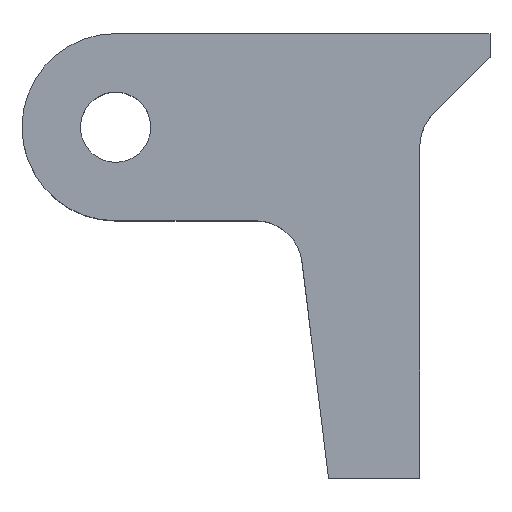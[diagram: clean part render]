
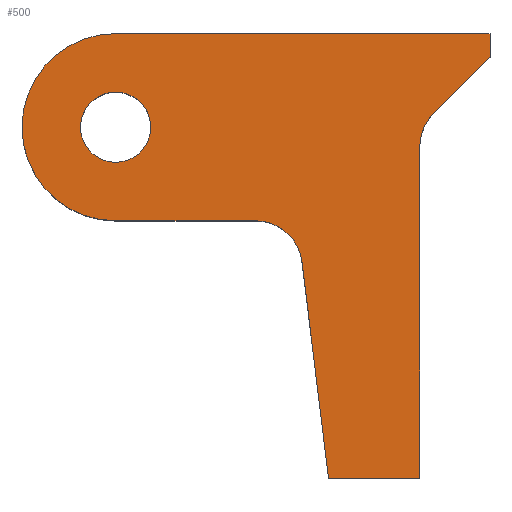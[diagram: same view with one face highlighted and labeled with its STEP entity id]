
A CAD part, top view. The second image highlights one B-rep face of the part: STEP entity #500.
In plain terms, the highlighted planar face has unit normal (0, 0, 1).
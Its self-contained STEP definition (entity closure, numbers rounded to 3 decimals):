
#8 = EDGE_CURVE ( 'NONE', #612, #262, #62, .T. ) ;
#15 = DIRECTION ( 'NONE',  ( 0., 1., 0. ) ) ;
#35 = VERTEX_POINT ( 'NONE', #298 ) ;
#40 = ORIENTED_EDGE ( 'NONE', *, *, #286, .T. ) ;
#44 = ORIENTED_EDGE ( 'NONE', *, *, #563, .T. ) ;
#57 = CARTESIAN_POINT ( 'NONE',  ( 16., 3., 4.95 ) ) ;
#58 = ORIENTED_EDGE ( 'NONE', *, *, #269, .T. ) ;
#60 = LINE ( 'NONE', #446, #93 ) ;
#62 = LINE ( 'NONE', #255, #461 ) ;
#67 = DIRECTION ( 'NONE',  ( 0.122, -0.993, 0. ) ) ;
#70 = VECTOR ( 'NONE', #124, 1000. ) ;
#83 = CARTESIAN_POINT ( 'NONE',  ( 9.1, -15., 4.95 ) ) ;
#88 = CARTESIAN_POINT ( 'NONE',  ( 0., 0., 4.95 ) ) ;
#93 = VECTOR ( 'NONE', #15, 1000. ) ;
#97 = DIRECTION ( 'NONE',  ( 0., 0., -1. ) ) ;
#100 = CARTESIAN_POINT ( 'NONE',  ( 16., 4., 4.95 ) ) ;
#115 = CARTESIAN_POINT ( 'NONE',  ( 0., 0., 4.95 ) ) ;
#122 = EDGE_CURVE ( 'NONE', #462, #527, #181, .T. ) ;
#123 = DIRECTION ( 'NONE',  ( 0., 0., -1. ) ) ;
#124 = DIRECTION ( 'NONE',  ( 0., 1., 0. ) ) ;
#136 = CARTESIAN_POINT ( 'NONE',  ( 16., 3., 4.95 ) ) ;
#154 = CARTESIAN_POINT ( 'NONE',  ( 0., 4., 4.95 ) ) ;
#160 = DIRECTION ( 'NONE',  ( 0., 0., -1. ) ) ;
#163 = EDGE_CURVE ( 'NONE', #324, #366, #216, .T. ) ;
#171 = EDGE_CURVE ( 'NONE', #466, #564, #314, .T. ) ;
#178 = DIRECTION ( 'NONE',  ( -1., 0., 0. ) ) ;
#179 = ORIENTED_EDGE ( 'NONE', *, *, #8, .T. ) ;
#181 = LINE ( 'NONE', #464, #70 ) ;
#182 = AXIS2_PLACEMENT_3D ( 'NONE', #441, #160, #337 ) ;
#183 = CIRCLE ( 'NONE', #287, 1.5 ) ;
#190 = CIRCLE ( 'NONE', #530, 2. ) ;
#198 = AXIS2_PLACEMENT_3D ( 'NONE', #350, #97, #526 ) ;
#201 = CARTESIAN_POINT ( 'NONE',  ( -1.5, 0., 4.95 ) ) ;
#207 = DIRECTION ( 'NONE',  ( 1., 0., 0. ) ) ;
#216 = LINE ( 'NONE', #593, #237 ) ;
#218 = DIRECTION ( 'NONE',  ( 0., 0., -1. ) ) ;
#227 = AXIS2_PLACEMENT_3D ( 'NONE', #358, #218, #276 ) ;
#230 = ORIENTED_EDGE ( 'NONE', *, *, #163, .T. ) ;
#231 = CARTESIAN_POINT ( 'NONE',  ( 5.98, -4., 4.95 ) ) ;
#233 = EDGE_CURVE ( 'NONE', #564, #35, #275, .T. ) ;
#237 = VECTOR ( 'NONE', #67, 1000. ) ;
#238 = DIRECTION ( 'NONE',  ( 0.707, 0.707, 0. ) ) ;
#242 = CARTESIAN_POINT ( 'NONE',  ( 13., -15., 4.95 ) ) ;
#243 = ORIENTED_EDGE ( 'NONE', *, *, #304, .T. ) ;
#250 = ORIENTED_EDGE ( 'NONE', *, *, #122, .T. ) ;
#251 = EDGE_CURVE ( 'NONE', #366, #462, #543, .T. ) ;
#255 = CARTESIAN_POINT ( 'NONE',  ( 0., -4., 4.95 ) ) ;
#257 = DIRECTION ( 'NONE',  ( 1., 0., 0. ) ) ;
#262 = VERTEX_POINT ( 'NONE', #231 ) ;
#263 = CARTESIAN_POINT ( 'NONE',  ( 9.1, -15., 4.95 ) ) ;
#269 = EDGE_CURVE ( 'NONE', #524, #363, #183, .T. ) ;
#275 = CIRCLE ( 'NONE', #602, 4. ) ;
#276 = DIRECTION ( 'NONE',  ( -1., 0., 0. ) ) ;
#286 = EDGE_CURVE ( 'NONE', #483, #466, #60, .T. ) ;
#287 = AXIS2_PLACEMENT_3D ( 'NONE', #88, #589, #467 ) ;
#297 = PLANE ( 'NONE',  #198 ) ;
#298 = CARTESIAN_POINT ( 'NONE',  ( -4., 0., 4.95 ) ) ;
#304 = EDGE_CURVE ( 'NONE', #527, #437, #493, .T. ) ;
#311 = DIRECTION ( 'NONE',  ( -1., 0., 0. ) ) ;
#314 = LINE ( 'NONE', #408, #379 ) ;
#324 = VERTEX_POINT ( 'NONE', #329 ) ;
#325 = DIRECTION ( 'NONE',  ( -1., 0., 0. ) ) ;
#329 = CARTESIAN_POINT ( 'NONE',  ( 7.965, -5.756, 4.95 ) ) ;
#333 = ORIENTED_EDGE ( 'NONE', *, *, #233, .T. ) ;
#337 = DIRECTION ( 'NONE',  ( -1., 0., 0. ) ) ;
#348 = EDGE_CURVE ( 'NONE', #262, #324, #190, .T. ) ;
#350 = CARTESIAN_POINT ( 'NONE',  ( 15., -0.828, 4.95 ) ) ;
#352 = CARTESIAN_POINT ( 'NONE',  ( 0., 0., 4.95 ) ) ;
#353 = VECTOR ( 'NONE', #238, 1000. ) ;
#354 = CARTESIAN_POINT ( 'NONE',  ( 1.5, 0., 4.95 ) ) ;
#358 = CARTESIAN_POINT ( 'NONE',  ( 15., -0.828, 4.95 ) ) ;
#361 = DIRECTION ( 'NONE',  ( 0., 0., 1. ) ) ;
#363 = VERTEX_POINT ( 'NONE', #354 ) ;
#365 = VECTOR ( 'NONE', #257, 1000. ) ;
#366 = VERTEX_POINT ( 'NONE', #263 ) ;
#367 = LINE ( 'NONE', #136, #353 ) ;
#372 = DIRECTION ( 'NONE',  ( 0., 0., 1. ) ) ;
#376 = ORIENTED_EDGE ( 'NONE', *, *, #251, .T. ) ;
#379 = VECTOR ( 'NONE', #178, 1000. ) ;
#391 = FACE_BOUND ( 'NONE', #422, .T. ) ;
#394 = CARTESIAN_POINT ( 'NONE',  ( 13., -0.828, 4.95 ) ) ;
#396 = AXIS2_PLACEMENT_3D ( 'NONE', #115, #361, #501 ) ;
#397 = CARTESIAN_POINT ( 'NONE',  ( 5.98, -6., 4.95 ) ) ;
#406 = EDGE_CURVE ( 'NONE', #437, #483, #367, .T. ) ;
#408 = CARTESIAN_POINT ( 'NONE',  ( 16., 4., 4.95 ) ) ;
#422 = EDGE_LOOP ( 'NONE', ( #58, #44 ) ) ;
#437 = VERTEX_POINT ( 'NONE', #606 ) ;
#441 = CARTESIAN_POINT ( 'NONE',  ( 0., 0., 4.95 ) ) ;
#445 = EDGE_LOOP ( 'NONE', ( #250, #243, #614, #40, #473, #333, #575, #179, #600, #230, #376 ) ) ;
#446 = CARTESIAN_POINT ( 'NONE',  ( 16., 4., 4.95 ) ) ;
#461 = VECTOR ( 'NONE', #207, 1000. ) ;
#462 = VERTEX_POINT ( 'NONE', #242 ) ;
#464 = CARTESIAN_POINT ( 'NONE',  ( 13., -15., 4.95 ) ) ;
#466 = VERTEX_POINT ( 'NONE', #100 ) ;
#467 = DIRECTION ( 'NONE',  ( -1., 0., 0. ) ) ;
#473 = ORIENTED_EDGE ( 'NONE', *, *, #171, .T. ) ;
#483 = VERTEX_POINT ( 'NONE', #57 ) ;
#492 = CIRCLE ( 'NONE', #182, 1.5 ) ;
#493 = CIRCLE ( 'NONE', #227, 2. ) ;
#500 = ADVANCED_FACE ( 'NONE', ( #391, #531 ), #297, .F. ) ;
#501 = DIRECTION ( 'NONE',  ( -1., 0., 0. ) ) ;
#524 = VERTEX_POINT ( 'NONE', #201 ) ;
#526 = DIRECTION ( 'NONE',  ( -1., 0., 0. ) ) ;
#527 = VERTEX_POINT ( 'NONE', #394 ) ;
#530 = AXIS2_PLACEMENT_3D ( 'NONE', #397, #123, #311 ) ;
#531 = FACE_OUTER_BOUND ( 'NONE', #445, .T. ) ;
#543 = LINE ( 'NONE', #83, #365 ) ;
#553 = CIRCLE ( 'NONE', #396, 4. ) ;
#563 = EDGE_CURVE ( 'NONE', #363, #524, #492, .T. ) ;
#564 = VERTEX_POINT ( 'NONE', #154 ) ;
#575 = ORIENTED_EDGE ( 'NONE', *, *, #586, .T. ) ;
#586 = EDGE_CURVE ( 'NONE', #35, #612, #553, .T. ) ;
#589 = DIRECTION ( 'NONE',  ( 0., 0., -1. ) ) ;
#593 = CARTESIAN_POINT ( 'NONE',  ( 7.965, -5.756, 4.95 ) ) ;
#595 = CARTESIAN_POINT ( 'NONE',  ( 0., -4., 4.95 ) ) ;
#600 = ORIENTED_EDGE ( 'NONE', *, *, #348, .T. ) ;
#602 = AXIS2_PLACEMENT_3D ( 'NONE', #352, #372, #325 ) ;
#606 = CARTESIAN_POINT ( 'NONE',  ( 13.586, 0.586, 4.95 ) ) ;
#612 = VERTEX_POINT ( 'NONE', #595 ) ;
#614 = ORIENTED_EDGE ( 'NONE', *, *, #406, .T. ) ;
